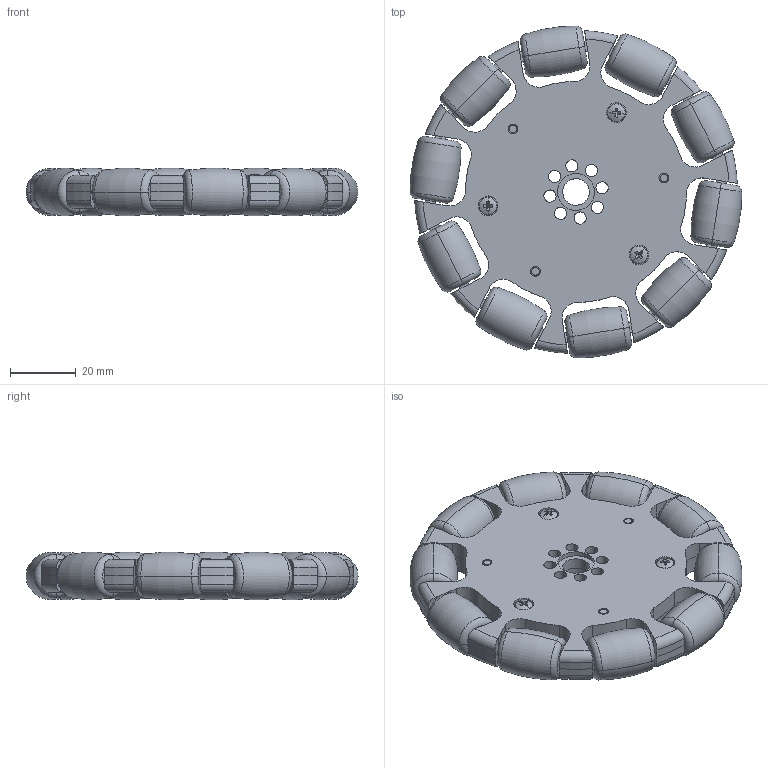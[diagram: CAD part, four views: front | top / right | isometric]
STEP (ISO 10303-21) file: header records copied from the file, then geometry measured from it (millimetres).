
FILE_DESCRIPTION (( 'STEP AP214' ), '1' );
FILE_NAME ('36466_TXM-4 inch Omni Wheel.STEP', '2017-01-16T14:11:42', ( '' ), ( '' ), 'SwSTEP 2.0', 'SolidWorks 2016', '' );
FILE_SCHEMA (( 'AUTOMOTIVE_DESIGN' ));
Length unit declared in the file: millimetre
Products named in the file (2): 36466_TXM-4 inch Omni Wheel
Bounding box: 100.64 x 100.69 x 14.32 mm (x, y, z)
Volume: 69801.6 mm3; surface area: 39214 mm2
Topology: 38 solids, 38 shells, 828 faces, 2034 edges, 1296 vertices
Faces by surface type: plane 522, cylinder 202, torus 92, sphere 12
Entity records: 29334 total; most frequent: CARTESIAN_POINT 4760, DIRECTION 4350, ORIENTED_EDGE 4068, EDGE_CURVE 2034, AXIS2_PLACEMENT_3D 1526, LINE 1298, VECTOR 1298, VERTEX_POINT 1296
